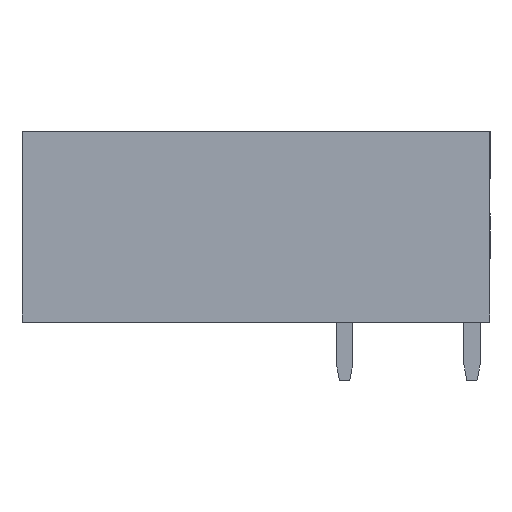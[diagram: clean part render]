
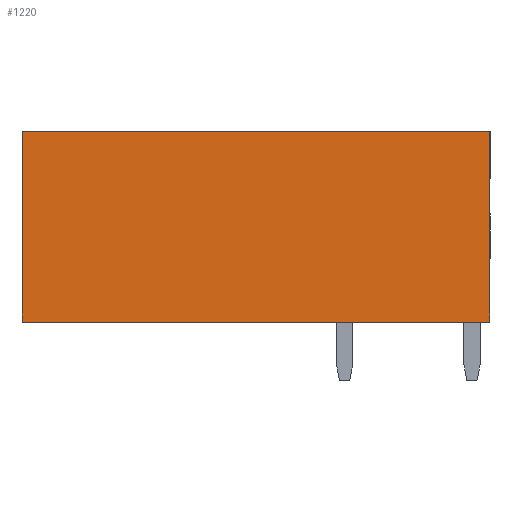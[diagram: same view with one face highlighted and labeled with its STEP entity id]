
A CAD part, left-side view. The second image highlights one B-rep face of the part: STEP entity #1220.
In plain terms, the highlighted planar face has unit normal (-1, 0, 0).
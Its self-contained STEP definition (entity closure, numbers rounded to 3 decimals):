
#1207=AXIS2_PLACEMENT_3D('Plane Axis2P3D',#1204,#1205,#1206) ;
#77=CARTESIAN_POINT('Vertex',(0.,28.,14.9)) ;
#80=CARTESIAN_POINT('Line Origine',(0.,14.,14.9)) ;
#84=CARTESIAN_POINT('Vertex',(0.,0.,14.9)) ;
#244=CARTESIAN_POINT('Line Origine',(0.,14.,3.5)) ;
#248=CARTESIAN_POINT('Vertex',(0.,28.,3.5)) ;
#250=CARTESIAN_POINT('Vertex',(0.,0.,3.5)) ;
#352=CARTESIAN_POINT('Line Origine',(0.,0.,9.2)) ;
#1204=CARTESIAN_POINT('Axis2P3D Location',(0.,0.,0.)) ;
#1209=CARTESIAN_POINT('Line Origine',(0.,28.,9.2)) ;
#81=DIRECTION('Vector Direction',(0.,-1.,0.)) ;
#245=DIRECTION('Vector Direction',(0.,1.,0.)) ;
#353=DIRECTION('Vector Direction',(0.,0.,-1.)) ;
#1205=DIRECTION('Axis2P3D Direction',(-1.,0.,0.)) ;
#1206=DIRECTION('Axis2P3D XDirection',(0.,-1.,0.)) ;
#1210=DIRECTION('Vector Direction',(0.,0.,1.)) ;
#82=VECTOR('Line Direction',#81,1.) ;
#246=VECTOR('Line Direction',#245,1.) ;
#354=VECTOR('Line Direction',#353,1.) ;
#1211=VECTOR('Line Direction',#1210,1.) ;
#1215=ORIENTED_EDGE('',*,*,#252,.T.) ;
#1216=ORIENTED_EDGE('',*,*,#356,.T.) ;
#1217=ORIENTED_EDGE('',*,*,#86,.T.) ;
#1218=ORIENTED_EDGE('',*,*,#1213,.T.) ;
#1220=ADVANCED_FACE('HOUSING',(#1219),#1208,.T.) ;
#86=EDGE_CURVE('',#85,#78,#83,.F.) ;
#252=EDGE_CURVE('',#249,#251,#247,.F.) ;
#356=EDGE_CURVE('',#251,#85,#355,.F.) ;
#1213=EDGE_CURVE('',#78,#249,#1212,.F.) ;
#1214=EDGE_LOOP('',(#1215,#1216,#1217,#1218)) ;
#1219=FACE_OUTER_BOUND('',#1214,.T.) ;
#83=LINE('Line',#80,#82) ;
#247=LINE('Line',#244,#246) ;
#355=LINE('Line',#352,#354) ;
#1212=LINE('Line',#1209,#1211) ;
#1208=PLANE('',#1207) ;
#78=VERTEX_POINT('',#77) ;
#85=VERTEX_POINT('',#84) ;
#249=VERTEX_POINT('',#248) ;
#251=VERTEX_POINT('',#250) ;
